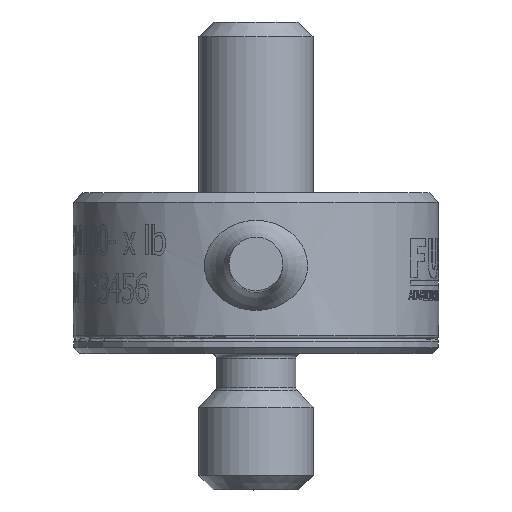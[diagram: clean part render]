
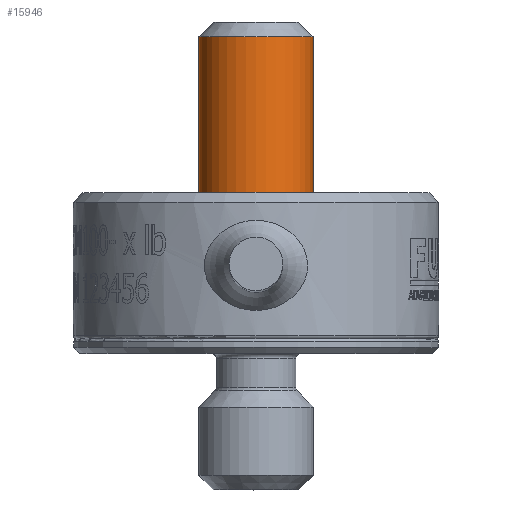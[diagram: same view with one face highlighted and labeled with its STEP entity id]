
A CAD part, top view. The second image highlights one B-rep face of the part: STEP entity #15946.
In plain terms, the highlighted cylindrical face has radius 1.486 mm (diameter 2.972 mm), a full revolution.
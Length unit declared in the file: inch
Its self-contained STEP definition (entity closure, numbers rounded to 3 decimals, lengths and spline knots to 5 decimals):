
#2355=FACE_OUTER_BOUND('',#3254,.T.);
#3254=EDGE_LOOP('',(#14200,#14201,#14202,#14203,#14204,#14205,#14206));
#4357=LINE('',#33565,#5458);
#5458=VECTOR('',#20369,0.0585);
#5915=CIRCLE('',#17062,0.0585);
#5917=CIRCLE('',#17064,0.0585);
#5918=CIRCLE('',#17065,0.0585);
#5919=CIRCLE('',#17067,0.0585);
#5920=CIRCLE('',#17068,0.0585);
#7427=VERTEX_POINT('',#33556);
#7428=VERTEX_POINT('',#33557);
#7429=VERTEX_POINT('',#33560);
#7430=VERTEX_POINT('',#33564);
#7431=VERTEX_POINT('',#33566);
#9685=EDGE_CURVE('',#7427,#7428,#5915,.T.);
#9687=EDGE_CURVE('',#7428,#7429,#5917,.T.);
#9688=EDGE_CURVE('',#7429,#7427,#5918,.T.);
#9689=EDGE_CURVE('',#7429,#7430,#4357,.T.);
#9690=EDGE_CURVE('',#7431,#7430,#5919,.T.);
#9691=EDGE_CURVE('',#7430,#7431,#5920,.T.);
#14200=ORIENTED_EDGE('',*,*,#9685,.F.);
#14201=ORIENTED_EDGE('',*,*,#9688,.F.);
#14202=ORIENTED_EDGE('',*,*,#9689,.T.);
#14203=ORIENTED_EDGE('',*,*,#9690,.F.);
#14204=ORIENTED_EDGE('',*,*,#9691,.F.);
#14205=ORIENTED_EDGE('',*,*,#9689,.F.);
#14206=ORIENTED_EDGE('',*,*,#9687,.F.);
#14296=CYLINDRICAL_SURFACE('',#17066,0.0585);
#15946=ADVANCED_FACE('',(#2355),#14296,.T.);
#17062=AXIS2_PLACEMENT_3D('',#33558,#20359,#20360);
#17064=AXIS2_PLACEMENT_3D('',#33561,#20363,#20364);
#17065=AXIS2_PLACEMENT_3D('',#33562,#20365,#20366);
#17066=AXIS2_PLACEMENT_3D('',#33563,#20367,#20368);
#17067=AXIS2_PLACEMENT_3D('',#33567,#20370,#20371);
#17068=AXIS2_PLACEMENT_3D('',#33568,#20372,#20373);
#20359=DIRECTION('center_axis',(0.,-1.,0.));
#20360=DIRECTION('ref_axis',(-1.,0.,0.));
#20363=DIRECTION('center_axis',(0.,-1.,0.));
#20364=DIRECTION('ref_axis',(-1.,0.,0.));
#20365=DIRECTION('center_axis',(0.,-1.,0.));
#20366=DIRECTION('ref_axis',(-1.,0.,0.));
#20367=DIRECTION('center_axis',(0.,-1.,0.));
#20368=DIRECTION('ref_axis',(1.,0.,0.));
#20369=DIRECTION('',(0.,1.,0.));
#20370=DIRECTION('center_axis',(0.,1.,0.));
#20371=DIRECTION('ref_axis',(-1.,0.,0.));
#20372=DIRECTION('center_axis',(0.,1.,0.));
#20373=DIRECTION('ref_axis',(-1.,0.,0.));
#33556=CARTESIAN_POINT('',(0.0585,0.0655,0.));
#33557=CARTESIAN_POINT('',(0.,0.0655,0.0585));
#33558=CARTESIAN_POINT('Origin',(0.,0.0655,0.));
#33560=CARTESIAN_POINT('',(-0.0585,0.0655,0.));
#33561=CARTESIAN_POINT('Origin',(0.,0.0655,0.));
#33562=CARTESIAN_POINT('Origin',(0.,0.0655,0.));
#33563=CARTESIAN_POINT('Origin',(0.,0.09125,0.));
#33564=CARTESIAN_POINT('',(-0.0585,0.235,0.));
#33565=CARTESIAN_POINT('',(-0.0585,0.09125,0.));
#33566=CARTESIAN_POINT('',(0.0585,0.235,0.));
#33567=CARTESIAN_POINT('Origin',(0.,0.235,0.));
#33568=CARTESIAN_POINT('Origin',(0.,0.235,0.));
